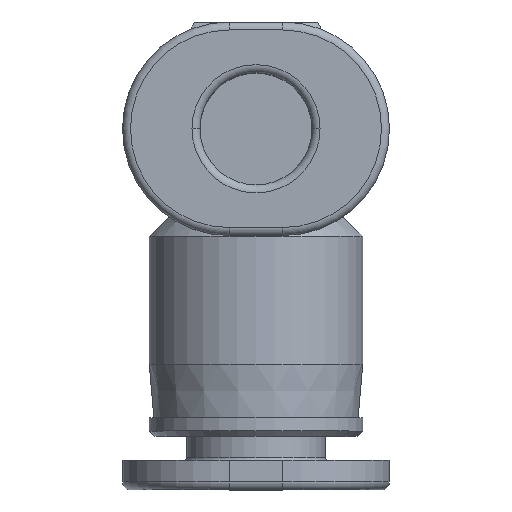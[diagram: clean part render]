
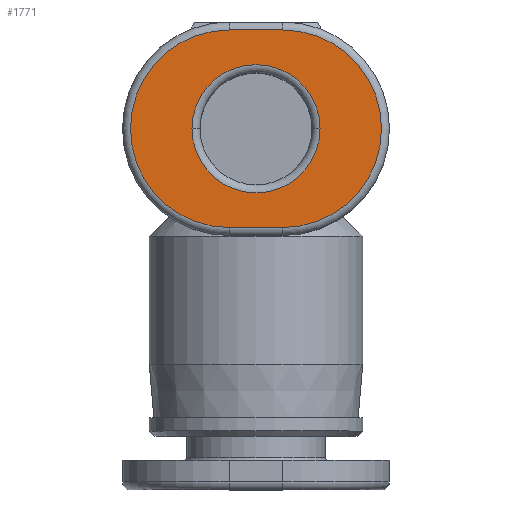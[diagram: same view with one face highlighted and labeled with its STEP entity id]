
A CAD part, top view. The second image highlights one B-rep face of the part: STEP entity #1771.
In plain terms, the highlighted planar face has unit normal (0, 0, 1).
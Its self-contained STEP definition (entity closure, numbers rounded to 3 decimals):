
#1140=CARTESIAN_POINT('',(2.4,4.75,14.45));
#1141=VERTEX_POINT('',#1140);
#1149=CARTESIAN_POINT('',(-2.4,4.75,14.45));
#1150=VERTEX_POINT('',#1149);
#1151=CARTESIAN_POINT('',(0.0,4.75,14.45));
#1152=DIRECTION('',(0.0,0.0,1.0));
#1153=DIRECTION('',(1.0,0.0,0.0));
#1154=AXIS2_PLACEMENT_3D('',#1151,#1152,#1153);
#1155=CIRCLE('',#1154,2.4);
#1156=EDGE_CURVE('',#1141,#1150,#1155,.T.);
#1584=CARTESIAN_POINT('',(-1.0,1.05,14.45));
#1585=VERTEX_POINT('',#1584);
#1586=CARTESIAN_POINT('',(-1.,8.45,14.45));
#1587=VERTEX_POINT('',#1586);
#1588=CARTESIAN_POINT('',(-1.0,4.75,14.45));
#1589=DIRECTION('',(0.0,0.0,-1.0));
#1590=DIRECTION('',(-1.0,0.0,0.0));
#1591=AXIS2_PLACEMENT_3D('',#1588,#1589,#1590);
#1592=CIRCLE('',#1591,3.7);
#1593=EDGE_CURVE('',#1585,#1587,#1592,.T.);
#1628=CARTESIAN_POINT('',(1.,8.45,14.45));
#1629=VERTEX_POINT('',#1628);
#1630=CARTESIAN_POINT('',(-1.,8.45,14.45));
#1631=DIRECTION('',(1.0,0.0,0.0));
#1632=VECTOR('',#1631,2.);
#1633=LINE('',#1630,#1632);
#1634=EDGE_CURVE('',#1587,#1629,#1633,.T.);
#1668=CARTESIAN_POINT('',(1.0,1.05,14.45));
#1669=VERTEX_POINT('',#1668);
#1677=CARTESIAN_POINT('',(1.0,1.05,14.45));
#1678=DIRECTION('',(-1.0,0.0,0.0));
#1679=VECTOR('',#1678,2.0);
#1680=LINE('',#1677,#1679);
#1681=EDGE_CURVE('',#1669,#1585,#1680,.T.);
#1692=CARTESIAN_POINT('',(1.0,4.75,14.45));
#1693=DIRECTION('',(0.,0.,-1.0));
#1694=DIRECTION('',(1.0,0.,0.));
#1695=AXIS2_PLACEMENT_3D('',#1692,#1693,#1694);
#1696=CIRCLE('',#1695,3.7);
#1697=EDGE_CURVE('',#1629,#1669,#1696,.T.);
#1750=CARTESIAN_POINT('',(0.,4.75,14.45));
#1751=DIRECTION('',(0.0,0.0,-1.0));
#1752=DIRECTION('',(1.0,0.0,0.0));
#1753=AXIS2_PLACEMENT_3D('',#1750,#1751,#1752);
#1754=PLANE('',#1753);
#1755=ORIENTED_EDGE('',*,*,#1593,.F.);
#1756=ORIENTED_EDGE('',*,*,#1681,.F.);
#1757=ORIENTED_EDGE('',*,*,#1697,.F.);
#1758=ORIENTED_EDGE('',*,*,#1634,.F.);
#1759=EDGE_LOOP('',(#1755,#1756,#1757,#1758));
#1760=FACE_OUTER_BOUND('',#1759,.T.);
#1761=CARTESIAN_POINT('',(0.0,4.75,14.45));
#1762=DIRECTION('',(0.0,0.0,1.0));
#1763=DIRECTION('',(1.0,0.0,0.0));
#1764=AXIS2_PLACEMENT_3D('',#1761,#1762,#1763);
#1765=CIRCLE('',#1764,2.4);
#1766=EDGE_CURVE('',#1150,#1141,#1765,.T.);
#1767=ORIENTED_EDGE('',*,*,#1766,.F.);
#1768=ORIENTED_EDGE('',*,*,#1156,.F.);
#1769=EDGE_LOOP('',(#1767,#1768));
#1770=FACE_BOUND('',#1769,.T.);
#1771=ADVANCED_FACE('',(#1760,#1770),#1754,.F.);
